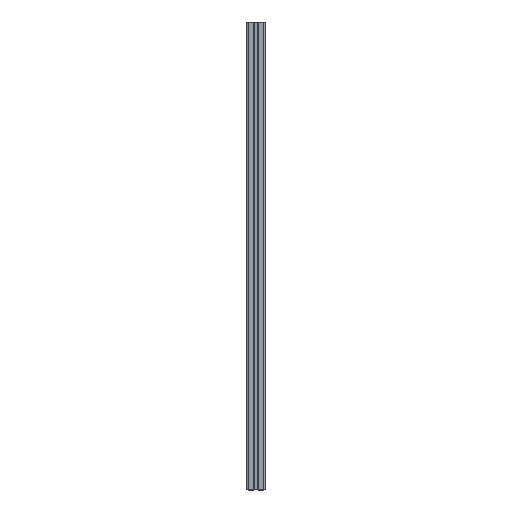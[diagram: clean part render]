
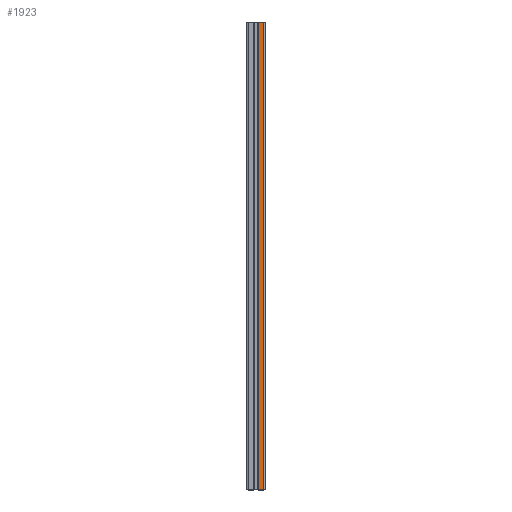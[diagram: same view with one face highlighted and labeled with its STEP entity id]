
A CAD part, top view. The second image highlights one B-rep face of the part: STEP entity #1923.
In plain terms, the highlighted planar face has unit normal (0, 0, 1).
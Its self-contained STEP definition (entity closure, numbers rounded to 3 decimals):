
#1865=CARTESIAN_POINT('',(-3.056,0.0,39.932));
#1866=VERTEX_POINT('',#1865);
#1875=CARTESIAN_POINT('',(-3.056,1000.0,39.932));
#1876=VERTEX_POINT('',#1875);
#1884=CARTESIAN_POINT('',(-3.056,0.0,39.932));
#1885=DIRECTION('',(0.0,1.0,0.0));
#1886=VECTOR('',#1885,1000.0);
#1887=LINE('',#1884,#1886);
#1888=EDGE_CURVE('',#1866,#1876,#1887,.T.);
#1893=CARTESIAN_POINT('',(-15.056,0.0,39.932));
#1894=DIRECTION('',(0.0,0.0,1.0));
#1895=DIRECTION('',(1.0,0.0,0.0));
#1896=AXIS2_PLACEMENT_3D('',#1893,#1894,#1895);
#1897=PLANE('',#1896);
#1898=CARTESIAN_POINT('',(-15.056,0.0,39.932));
#1899=VERTEX_POINT('',#1898);
#1900=CARTESIAN_POINT('',(-3.056,0.0,39.932));
#1901=DIRECTION('',(-1.0,0.0,0.0));
#1902=VECTOR('',#1901,12.);
#1903=LINE('',#1900,#1902);
#1904=EDGE_CURVE('',#1866,#1899,#1903,.T.);
#1905=ORIENTED_EDGE('',*,*,#1904,.F.);
#1906=ORIENTED_EDGE('',*,*,#1888,.T.);
#1907=CARTESIAN_POINT('',(-15.056,1000.0,39.932));
#1908=VERTEX_POINT('',#1907);
#1909=CARTESIAN_POINT('',(-15.056,1000.0,39.932));
#1910=DIRECTION('',(1.0,0.0,0.0));
#1911=VECTOR('',#1910,12.);
#1912=LINE('',#1909,#1911);
#1913=EDGE_CURVE('',#1908,#1876,#1912,.T.);
#1914=ORIENTED_EDGE('',*,*,#1913,.F.);
#1915=CARTESIAN_POINT('',(-15.056,0.0,39.932));
#1916=DIRECTION('',(0.0,1.0,0.0));
#1917=VECTOR('',#1916,1000.0);
#1918=LINE('',#1915,#1917);
#1919=EDGE_CURVE('',#1899,#1908,#1918,.T.);
#1920=ORIENTED_EDGE('',*,*,#1919,.F.);
#1921=EDGE_LOOP('',(#1905,#1906,#1914,#1920));
#1922=FACE_OUTER_BOUND('',#1921,.T.);
#1923=ADVANCED_FACE('',(#1922),#1897,.T.);
